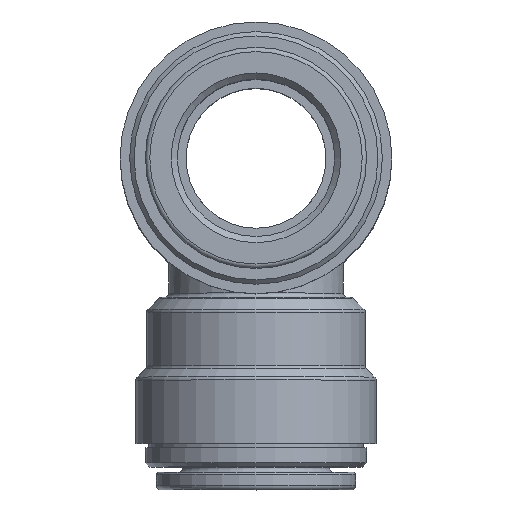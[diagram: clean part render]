
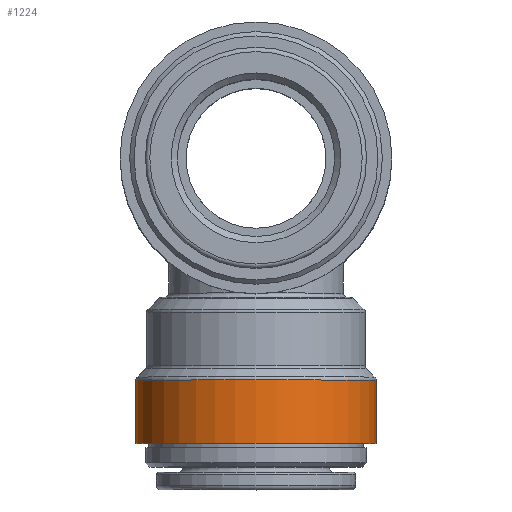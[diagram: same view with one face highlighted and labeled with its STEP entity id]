
A CAD part, top view. The second image highlights one B-rep face of the part: STEP entity #1224.
In plain terms, the highlighted cylindrical face has radius 13.75 mm (diameter 27.5 mm), a full revolution.
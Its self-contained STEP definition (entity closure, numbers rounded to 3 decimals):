
#336=ORIENTED_EDGE('',*,*,#490,.F.);
#337=ORIENTED_EDGE('',*,*,#489,.T.);
#489=EDGE_CURVE('',#605,#605,#706,.T.);
#490=EDGE_CURVE('',#606,#606,#707,.T.);
#605=VERTEX_POINT('',#2304);
#606=VERTEX_POINT('',#2307);
#706=CIRCLE('',#1423,13.75);
#707=CIRCLE('',#1425,13.75);
#875=EDGE_LOOP('',(#336));
#876=EDGE_LOOP('',(#337));
#1067=FACE_BOUND('',#875,.T.);
#1068=FACE_BOUND('',#876,.T.);
#1136=CYLINDRICAL_SURFACE('',#1424,13.75);
#1224=ADVANCED_FACE('',(#1067,#1068),#1136,.T.);
#1423=AXIS2_PLACEMENT_3D('',#2303,#1794,#1795);
#1424=AXIS2_PLACEMENT_3D('',#2305,#1796,#1797);
#1425=AXIS2_PLACEMENT_3D('',#2306,#1798,#1799);
#1794=DIRECTION('',(0.,1.,0.));
#1795=DIRECTION('',(0.,0.,1.));
#1796=DIRECTION('',(0.,1.,0.));
#1797=DIRECTION('',(0.,0.,1.));
#1798=DIRECTION('',(0.,1.,0.));
#1799=DIRECTION('',(0.,0.,1.));
#2303=CARTESIAN_POINT('',(0.,-32.6,0.));
#2304=CARTESIAN_POINT('',(0.,-32.6,13.75));
#2305=CARTESIAN_POINT('',(0.,0.,0.));
#2306=CARTESIAN_POINT('',(0.,-25.357,0.));
#2307=CARTESIAN_POINT('',(0.,-25.357,13.75));
